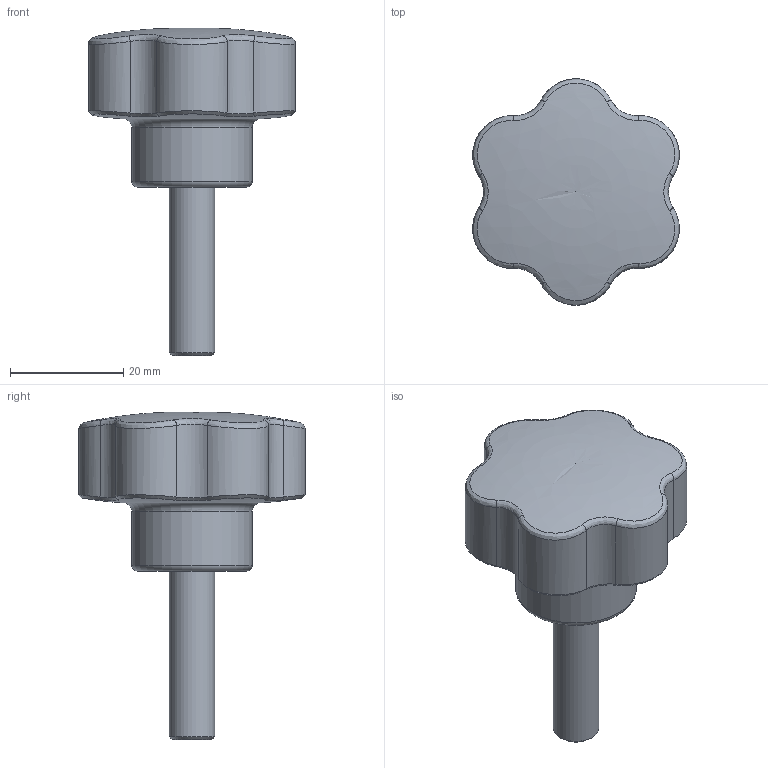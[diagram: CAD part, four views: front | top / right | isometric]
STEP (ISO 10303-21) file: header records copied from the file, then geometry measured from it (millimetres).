
FILE_DESCRIPTION( ( 'Unknown' ), '1' );
FILE_NAME( '6158160_VPX40_M08x30.stp', 'Unknown', ( 'Unknown' ), ( 'Unknown' ), 'PSStep 11.0', 'Unknown', ' ' );
FILE_SCHEMA( ( 'AUTOMOTIVE_DESIGN { 1 0 10303 214 1 1 1 1 }' ) );
Length unit declared in the file: millimetre
Products named in the file (1): 6158160
Bounding box: 36.51 x 39.98 x 57.85 mm (x, y, z)
Volume: 21723 mm3; surface area: 5979.6 mm2
Topology: 1 solids, 2 shells, 63 faces, 163 edges, 99 vertices
Faces by surface type: bspline 26, plane 17, cylinder 16, torus 2, cone 2
Full cylindrical faces by diameter (mm): 8 x2, 14.38 x1, 21.3 x1
Entity records: 6932 total; most frequent: CARTESIAN_POINT 5101, ORIENTED_EDGE 300, DIRECTION 208, EDGE_CURVE 150, VERTEX_POINT 97, AXIS2_PLACEMENT_3D 86, EDGE_LOOP 82, FACE_OUTER_BOUND 70
